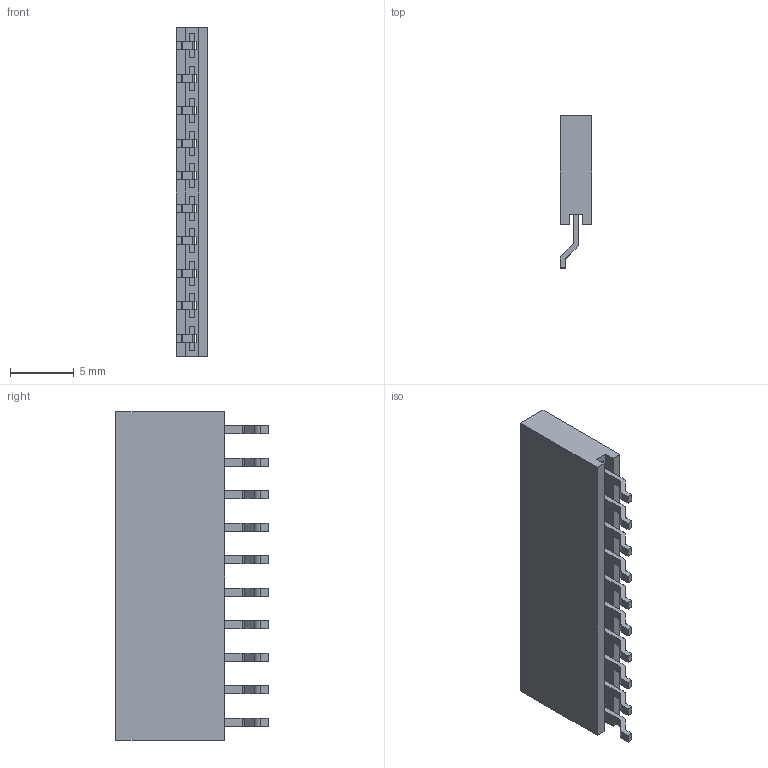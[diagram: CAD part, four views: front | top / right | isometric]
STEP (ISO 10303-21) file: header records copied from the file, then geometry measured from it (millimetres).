
FILE_DESCRIPTION((''),'2;1');
FILE_NAME('M20-7911042_ASM','2016-08-09T',('mperren'),(''),'CREO PARAMETRIC BY PTC INC, 2016050','CREO PARAMETRIC BY PTC INC, 2016050','');
FILE_SCHEMA(('CONFIG_CONTROL_DESIGN'));
Length unit declared in the file: millimetre
Products named in the file (3): M20-79110_MOULD; M20-79X_CONTACT; M20-7911042_ASM
Assembly tree (11 placements, depth 2):
  M20-7911042_ASM
    M20-79110_MOULD
    M20-79X_CONTACT  x10
Bounding box: 2.5 x 11.9 x 25.65 mm (x, y, z)
Volume: 496.4 mm3; surface area: 1356.5 mm2
Topology: 11 solids, 11 shells, 460 faces, 1244 edges, 816 vertices
Faces by surface type: plane 370, cylinder 90
Entity records: 8133 total; most frequent: CARTESIAN_POINT 1103, ORIENTED_EDGE 1084, DIRECTION 986, PRESENTATION_STYLE_ASSIGNMENT 558, STYLED_ITEM 545, CURVE_STYLE 542, EDGE_CURVE 542, VECTOR 524
